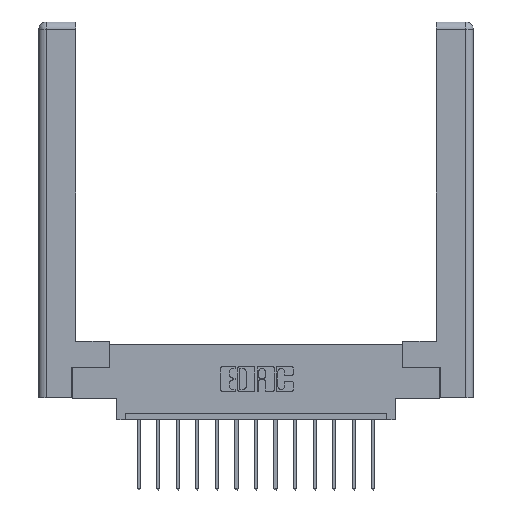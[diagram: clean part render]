
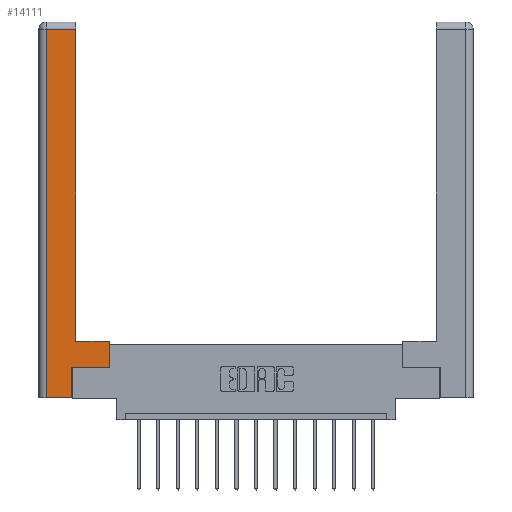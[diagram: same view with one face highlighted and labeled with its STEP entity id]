
A CAD part, top view. The second image highlights one B-rep face of the part: STEP entity #14111.
In plain terms, the highlighted planar face has unit normal (0, 0, 1).
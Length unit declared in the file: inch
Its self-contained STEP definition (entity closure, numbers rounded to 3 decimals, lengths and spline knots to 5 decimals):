
#293 = CARTESIAN_POINT ( 'NONE',  ( 0.0615, 0., 0. ) ) ;
#305 = EDGE_CURVE ( 'NONE', #321, #4213, #3831, .T. ) ;
#321 = VERTEX_POINT ( 'NONE', #10262 ) ;
#1546 = EDGE_LOOP ( 'NONE', ( #4728, #8555, #5545, #13457, #5916, #3265, #9037, #2104 ) ) ;
#1862 = LINE ( 'NONE', #12513, #14729 ) ;
#2104 = ORIENTED_EDGE ( 'NONE', *, *, #9339, .T. ) ;
#2435 = VECTOR ( 'NONE', #7419, 39.37008 ) ;
#3147 = VERTEX_POINT ( 'NONE', #4872 ) ;
#3231 = LINE ( 'NONE', #15721, #15325 ) ;
#3265 = ORIENTED_EDGE ( 'NONE', *, *, #10420, .T. ) ;
#3364 = VECTOR ( 'NONE', #4352, 39.37008 ) ;
#3523 = CARTESIAN_POINT ( 'NONE',  ( 0.565, 0.45, 0. ) ) ;
#3587 = CARTESIAN_POINT ( 'NONE',  ( 0.265, 0.245, 0. ) ) ;
#3620 = FACE_OUTER_BOUND ( 'NONE', #1546, .T. ) ;
#3831 = LINE ( 'NONE', #6143, #2435 ) ;
#4180 = CARTESIAN_POINT ( 'NONE',  ( 0.295, 0.45, 0. ) ) ;
#4213 = VERTEX_POINT ( 'NONE', #3587 ) ;
#4352 = DIRECTION ( 'NONE',  ( 1., 0., 0. ) ) ;
#4619 = DIRECTION ( 'NONE',  ( -1., 0., 0. ) ) ;
#4728 = ORIENTED_EDGE ( 'NONE', *, *, #6471, .T. ) ;
#4807 = VERTEX_POINT ( 'NONE', #4180 ) ;
#4827 = EDGE_CURVE ( 'NONE', #13102, #11859, #3231, .T. ) ;
#4872 = CARTESIAN_POINT ( 'NONE',  ( 0.0615, 0., 0. ) ) ;
#4947 = EDGE_CURVE ( 'NONE', #10781, #12581, #1862, .T. ) ;
#5270 = CARTESIAN_POINT ( 'NONE',  ( 0.295, 0.45, 0. ) ) ;
#5545 = ORIENTED_EDGE ( 'NONE', *, *, #8199, .T. ) ;
#5555 = CARTESIAN_POINT ( 'NONE',  ( 0.565, 0.245, 0. ) ) ;
#5916 = ORIENTED_EDGE ( 'NONE', *, *, #305, .T. ) ;
#5980 = CARTESIAN_POINT ( 'NONE',  ( 0.565, 0.245, 0. ) ) ;
#6143 = CARTESIAN_POINT ( 'NONE',  ( 0.265, 0.245, 0. ) ) ;
#6353 = DIRECTION ( 'NONE',  ( 0., -1., 0. ) ) ;
#6471 = EDGE_CURVE ( 'NONE', #4807, #13102, #6693, .T. ) ;
#6519 = EDGE_CURVE ( 'NONE', #3147, #321, #11948, .T. ) ;
#6693 = LINE ( 'NONE', #9178, #13476 ) ;
#6786 = CARTESIAN_POINT ( 'NONE',  ( 0.265, 0., 0. ) ) ;
#7075 = VECTOR ( 'NONE', #10360, 39.37008 ) ;
#7419 = DIRECTION ( 'NONE',  ( 0., 1., 0. ) ) ;
#7503 = CARTESIAN_POINT ( 'NONE',  ( 0.295, 2.94, 0. ) ) ;
#7514 = PLANE ( 'NONE',  #15641 ) ;
#7853 = VECTOR ( 'NONE', #8620, 39.37008 ) ;
#8199 = EDGE_CURVE ( 'NONE', #11859, #3147, #11811, .T. ) ;
#8503 = VECTOR ( 'NONE', #6353, 39.37008 ) ;
#8555 = ORIENTED_EDGE ( 'NONE', *, *, #4827, .T. ) ;
#8620 = DIRECTION ( 'NONE',  ( 1., 0., 0. ) ) ;
#9037 = ORIENTED_EDGE ( 'NONE', *, *, #4947, .T. ) ;
#9178 = CARTESIAN_POINT ( 'NONE',  ( 0.295, 3., 0. ) ) ;
#9339 = EDGE_CURVE ( 'NONE', #12581, #4807, #10611, .T. ) ;
#9786 = LINE ( 'NONE', #5980, #7853 ) ;
#10184 = DIRECTION ( 'NONE',  ( 0., 1., 0. ) ) ;
#10262 = CARTESIAN_POINT ( 'NONE',  ( 0.265, 0., 0. ) ) ;
#10360 = DIRECTION ( 'NONE',  ( -1., 0., 0. ) ) ;
#10420 = EDGE_CURVE ( 'NONE', #4213, #10781, #9786, .T. ) ;
#10611 = LINE ( 'NONE', #5270, #7075 ) ;
#10781 = VERTEX_POINT ( 'NONE', #5555 ) ;
#11811 = LINE ( 'NONE', #293, #8503 ) ;
#11859 = VERTEX_POINT ( 'NONE', #13350 ) ;
#11948 = LINE ( 'NONE', #6786, #3364 ) ;
#12243 = DIRECTION ( 'NONE',  ( -1., 0., 0. ) ) ;
#12366 = CARTESIAN_POINT ( 'NONE',  ( 0., 0., 0. ) ) ;
#12513 = CARTESIAN_POINT ( 'NONE',  ( 0.565, 0.45, 0. ) ) ;
#12581 = VERTEX_POINT ( 'NONE', #3523 ) ;
#12674 = DIRECTION ( 'NONE',  ( 0., 1., 0. ) ) ;
#13102 = VERTEX_POINT ( 'NONE', #7503 ) ;
#13350 = CARTESIAN_POINT ( 'NONE',  ( 0.0615, 2.94, 0. ) ) ;
#13457 = ORIENTED_EDGE ( 'NONE', *, *, #6519, .T. ) ;
#13476 = VECTOR ( 'NONE', #12674, 39.37008 ) ;
#14111 = ADVANCED_FACE ( 'NONE', ( #3620 ), #7514, .F. ) ;
#14729 = VECTOR ( 'NONE', #10184, 39.37008 ) ;
#14917 = DIRECTION ( 'NONE',  ( 0., 0., -1. ) ) ;
#15325 = VECTOR ( 'NONE', #4619, 39.37008 ) ;
#15641 = AXIS2_PLACEMENT_3D ( 'NONE', #12366, #14917, #12243 ) ;
#15721 = CARTESIAN_POINT ( 'NONE',  ( 0.0615, 2.94, 0. ) ) ;
